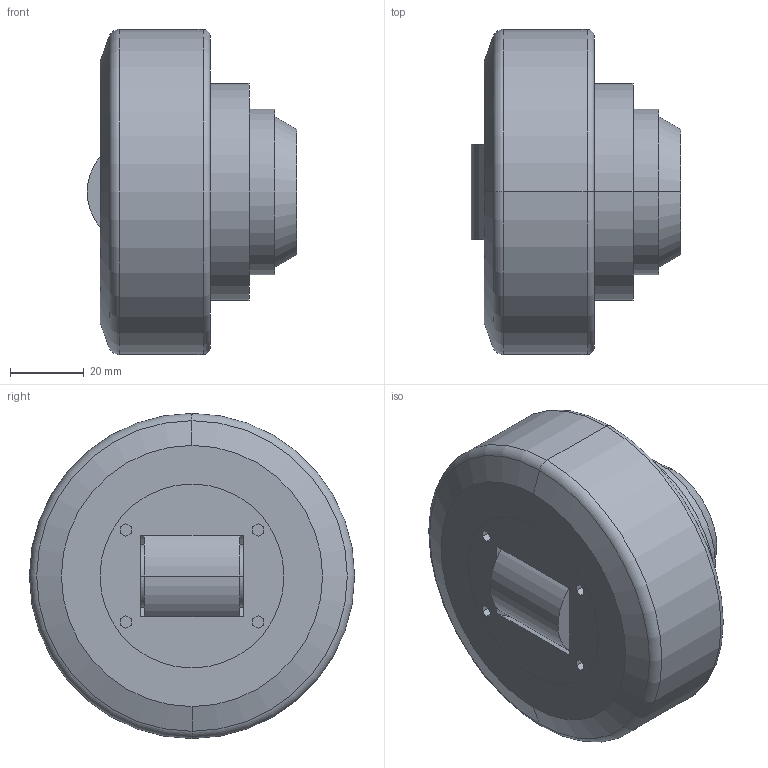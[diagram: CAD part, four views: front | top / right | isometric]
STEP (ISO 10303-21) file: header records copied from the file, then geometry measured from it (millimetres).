
FILE_DESCRIPTION (( 'STEP AP214' ), '1' );
FILE_NAME ('CRT_295355DEFA.step', '2020-05-08T19:25:49', ( '' ), ( '' ), 'SwSTEP 2.0', 'SolidWorks 2019', '' );
FILE_SCHEMA (( 'AUTOMOTIVE_DESIGN' ));
Length unit declared in the file: inch
Products named in the file (3): ZL2WsAdcTS_CADModel_0; CRT_295355DEFA
Assembly tree (1 placements, depth 2):
  ZL2WsAdcTS_CADModel_0
  CRT_295355DEFA
    ZL2WsAdcTS_CADModel_0
Bounding box: 57 x 88.4 x 88.4 mm (x, y, z)
Volume: 230487.4 mm3; surface area: 44084.3 mm2
Topology: 4 solids, 4 shells, 73 faces, 163 edges, 105 vertices
Faces by surface type: plane 39, cylinder 24, cone 6, torus 4
Entity records: 3436 total; most frequent: CARTESIAN_POINT 704, DIRECTION 359, ORIENTED_EDGE 322, EDGE_CURVE 161, AXIS2_PLACEMENT_3D 128, VERTEX_POINT 105, LINE 103, VECTOR 103
